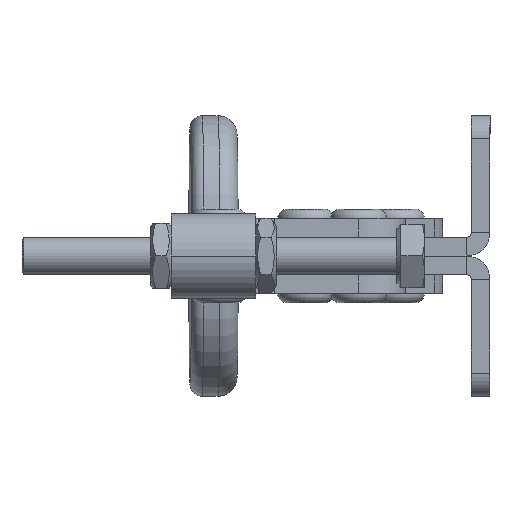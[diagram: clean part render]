
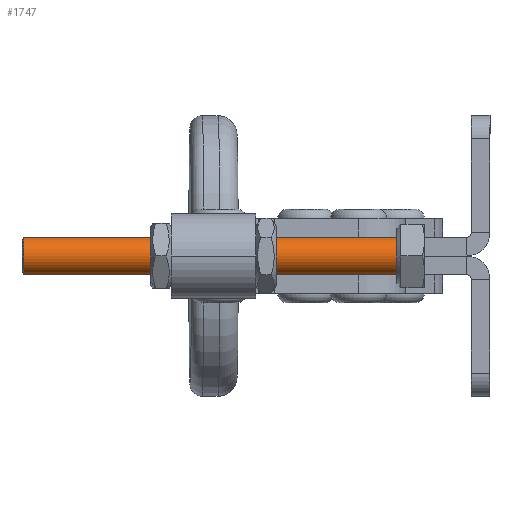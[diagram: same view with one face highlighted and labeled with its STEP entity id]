
A CAD part, left-side view. The second image highlights one B-rep face of the part: STEP entity #1747.
In plain terms, the highlighted cylindrical face has radius 2 mm (diameter 4 mm), a partial arc.
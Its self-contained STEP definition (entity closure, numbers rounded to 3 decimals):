
#1747 = ADVANCED_FACE ( 'NONE', ( #12109 ), #12115, .T. ) ;
#7873 = DIRECTION ( 'NONE',  ( 0., 0., 1. ) ) ;
#7875 = DIRECTION ( 'NONE',  ( -1., 0., 0. ) ) ;
#7877 = CARTESIAN_POINT ( 'NONE',  ( 42.925, 0., 0. ) ) ;
#8610 = ORIENTED_EDGE ( 'NONE', *, *, #18379, .F. ) ;
#8611 = ORIENTED_EDGE ( 'NONE', *, *, #18378, .T. ) ;
#8612 = ORIENTED_EDGE ( 'NONE', *, *, #18377, .T. ) ;
#8613 = ORIENTED_EDGE ( 'NONE', *, *, #18375, .T. ) ;
#12109 = FACE_OUTER_BOUND ( 'NONE', #13899, .T. ) ;
#12115 = CYLINDRICAL_SURFACE ( 'NONE', #22417, 2. ) ;
#12403 = AXIS2_PLACEMENT_3D ( 'NONE', #24741, #24742, #24743 ) ;
#12404 = AXIS2_PLACEMENT_3D ( 'NONE', #24746, #24747, #24748 ) ;
#13060 = CARTESIAN_POINT ( 'NONE',  ( 2.925, 0., 2. ) ) ;
#13062 = CARTESIAN_POINT ( 'NONE',  ( 2.925, 0., -2. ) ) ;
#13063 = CARTESIAN_POINT ( 'NONE',  ( 42.725, 0., -2. ) ) ;
#13064 = CARTESIAN_POINT ( 'NONE',  ( 42.725, 0., 2. ) ) ;
#13899 = EDGE_LOOP ( 'NONE', ( #8613, #8612, #8611, #8610 ) ) ;
#15953 = VERTEX_POINT ( 'NONE', #13060 ) ;
#15955 = VERTEX_POINT ( 'NONE', #13062 ) ;
#15956 = VERTEX_POINT ( 'NONE', #13063 ) ;
#15957 = VERTEX_POINT ( 'NONE', #13064 ) ;
#18375 = EDGE_CURVE ( 'NONE', #15957, #15956, #22182, .T. ) ;
#18377 = EDGE_CURVE ( 'NONE', #15956, #15955, #22185, .T. ) ;
#18378 = EDGE_CURVE ( 'NONE', #15955, #15953, #22188, .T. ) ;
#18379 = EDGE_CURVE ( 'NONE', #15957, #15953, #22190, .T. ) ;
#22182 = CIRCLE ( 'NONE', #12403, 2. ) ;
#22185 = LINE ( 'NONE', #24739, #22189 ) ;
#22188 = CIRCLE ( 'NONE', #12404, 2. ) ;
#22189 = VECTOR ( 'NONE', #24745, 1000. ) ;
#22190 = LINE ( 'NONE', #24744, #22192 ) ;
#22192 = VECTOR ( 'NONE', #24734, 1000. ) ;
#22417 = AXIS2_PLACEMENT_3D ( 'NONE', #7877, #7875, #7873 ) ;
#24734 = DIRECTION ( 'NONE',  ( -1., 0., 0. ) ) ;
#24739 = CARTESIAN_POINT ( 'NONE',  ( 42.925, 0., -2. ) ) ;
#24741 = CARTESIAN_POINT ( 'NONE',  ( 42.725, 0., 0. ) ) ;
#24742 = DIRECTION ( 'NONE',  ( -1., 0., 0. ) ) ;
#24743 = DIRECTION ( 'NONE',  ( 0., 0., -1. ) ) ;
#24744 = CARTESIAN_POINT ( 'NONE',  ( 42.925, 0., 2. ) ) ;
#24745 = DIRECTION ( 'NONE',  ( -1., 0., 0. ) ) ;
#24746 = CARTESIAN_POINT ( 'NONE',  ( 2.925, 0., 0. ) ) ;
#24747 = DIRECTION ( 'NONE',  ( 1., 0., 0. ) ) ;
#24748 = DIRECTION ( 'NONE',  ( 0., 0., -1. ) ) ;
